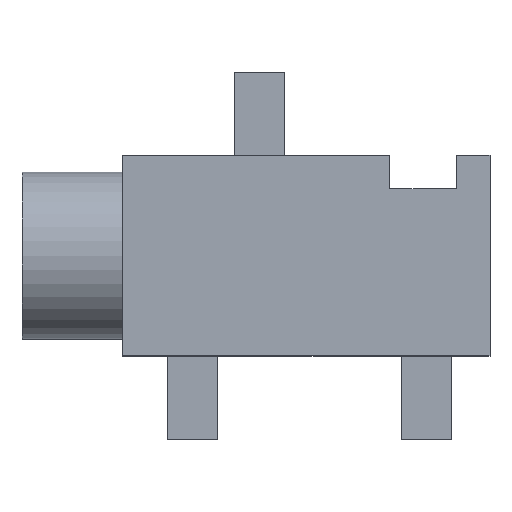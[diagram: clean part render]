
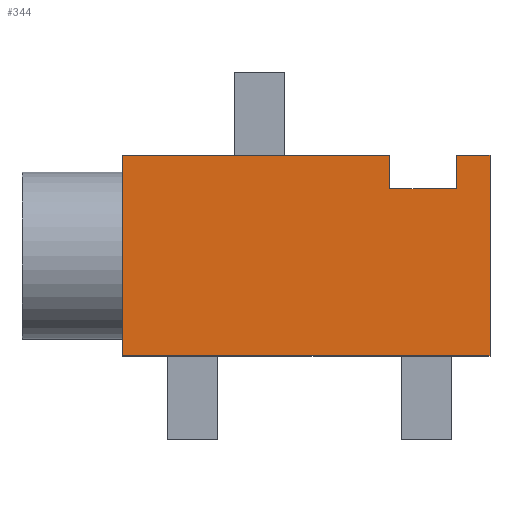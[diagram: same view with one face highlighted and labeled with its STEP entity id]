
A CAD part, top view. The second image highlights one B-rep face of the part: STEP entity #344.
In plain terms, the highlighted planar face has unit normal (0, 0, 1).
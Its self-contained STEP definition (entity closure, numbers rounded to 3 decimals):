
#35 = VERTEX_POINT('',#36);
#36 = CARTESIAN_POINT('',(-5.5,3.,5.));
#42 = EDGE_CURVE('',#35,#43,#45,.T.);
#43 = VERTEX_POINT('',#44);
#44 = CARTESIAN_POINT('',(2.5,3.,5.));
#45 = LINE('',#46,#47);
#46 = CARTESIAN_POINT('',(-5.5,3.,5.));
#47 = VECTOR('',#48,1.);
#48 = DIRECTION('',(1.,0.,0.));
#97 = VERTEX_POINT('',#98);
#98 = CARTESIAN_POINT('',(-5.5,0.,5.));
#105 = EDGE_CURVE('',#97,#35,#106,.T.);
#106 = LINE('',#107,#108);
#107 = CARTESIAN_POINT('',(-5.5,-3.,5.));
#108 = VECTOR('',#109,1.);
#109 = DIRECTION('',(0.,1.,0.));
#121 = EDGE_CURVE('',#43,#122,#124,.T.);
#122 = VERTEX_POINT('',#123);
#123 = CARTESIAN_POINT('',(2.5,2.,5.));
#124 = LINE('',#125,#126);
#125 = CARTESIAN_POINT('',(2.5,3.,5.));
#126 = VECTOR('',#127,1.);
#127 = DIRECTION('',(0.,-1.,0.));
#344 = ADVANCED_FACE('',(#345),#396,.F.);
#345 = FACE_BOUND('',#346,.F.);
#346 = EDGE_LOOP('',(#347,#348,#349,#357,#365,#373,#381,#389,#395));
#347 = ORIENTED_EDGE('',*,*,#42,.T.);
#348 = ORIENTED_EDGE('',*,*,#121,.T.);
#349 = ORIENTED_EDGE('',*,*,#350,.T.);
#350 = EDGE_CURVE('',#122,#351,#353,.T.);
#351 = VERTEX_POINT('',#352);
#352 = CARTESIAN_POINT('',(4.5,2.,5.));
#353 = LINE('',#354,#355);
#354 = CARTESIAN_POINT('',(2.5,2.,5.));
#355 = VECTOR('',#356,1.);
#356 = DIRECTION('',(1.,0.,0.));
#357 = ORIENTED_EDGE('',*,*,#358,.T.);
#358 = EDGE_CURVE('',#351,#359,#361,.T.);
#359 = VERTEX_POINT('',#360);
#360 = CARTESIAN_POINT('',(4.5,3.,5.));
#361 = LINE('',#362,#363);
#362 = CARTESIAN_POINT('',(4.5,2.,5.));
#363 = VECTOR('',#364,1.);
#364 = DIRECTION('',(0.,1.,0.));
#365 = ORIENTED_EDGE('',*,*,#366,.T.);
#366 = EDGE_CURVE('',#359,#367,#369,.T.);
#367 = VERTEX_POINT('',#368);
#368 = CARTESIAN_POINT('',(5.5,3.,5.));
#369 = LINE('',#370,#371);
#370 = CARTESIAN_POINT('',(4.5,3.,5.));
#371 = VECTOR('',#372,1.);
#372 = DIRECTION('',(1.,0.,0.));
#373 = ORIENTED_EDGE('',*,*,#374,.T.);
#374 = EDGE_CURVE('',#367,#375,#377,.T.);
#375 = VERTEX_POINT('',#376);
#376 = CARTESIAN_POINT('',(5.5,-3.,5.));
#377 = LINE('',#378,#379);
#378 = CARTESIAN_POINT('',(5.5,3.,5.));
#379 = VECTOR('',#380,1.);
#380 = DIRECTION('',(0.,-1.,0.));
#381 = ORIENTED_EDGE('',*,*,#382,.T.);
#382 = EDGE_CURVE('',#375,#383,#385,.T.);
#383 = VERTEX_POINT('',#384);
#384 = CARTESIAN_POINT('',(-5.5,-3.,5.));
#385 = LINE('',#386,#387);
#386 = CARTESIAN_POINT('',(5.5,-3.,5.));
#387 = VECTOR('',#388,1.);
#388 = DIRECTION('',(-1.,0.,0.));
#389 = ORIENTED_EDGE('',*,*,#390,.T.);
#390 = EDGE_CURVE('',#383,#97,#391,.T.);
#391 = LINE('',#392,#393);
#392 = CARTESIAN_POINT('',(-5.5,-3.,5.));
#393 = VECTOR('',#394,1.);
#394 = DIRECTION('',(0.,1.,0.));
#395 = ORIENTED_EDGE('',*,*,#105,.T.);
#396 = PLANE('',#397);
#397 = AXIS2_PLACEMENT_3D('',#398,#399,#400);
#398 = CARTESIAN_POINT('',(0.194,0.083,5.));
#399 = DIRECTION('',(-0.,-0.,-1.));
#400 = DIRECTION('',(-1.,0.,0.));
